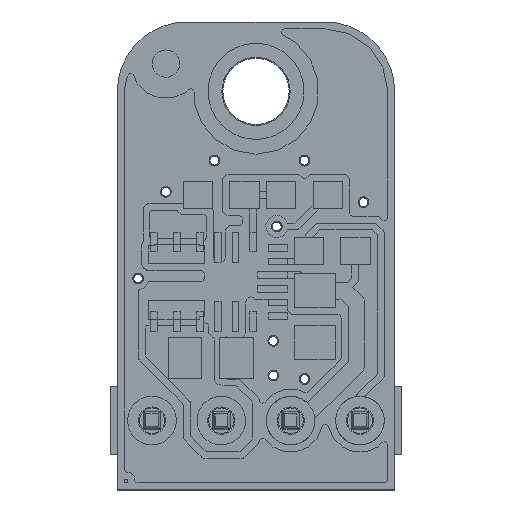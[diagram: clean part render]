
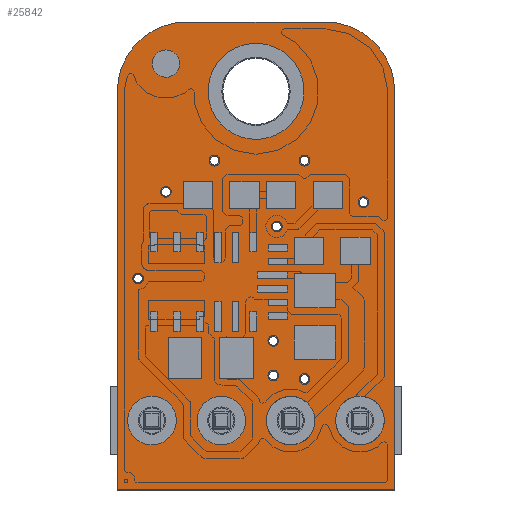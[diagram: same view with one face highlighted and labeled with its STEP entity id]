
A CAD part, top view. The second image highlights one B-rep face of the part: STEP entity #25842.
In plain terms, the highlighted planar face has unit normal (0, 0, 1).
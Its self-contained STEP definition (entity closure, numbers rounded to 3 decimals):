
#455=FACE_BOUND('',#4427,.T.);
#456=FACE_BOUND('',#4428,.T.);
#457=FACE_BOUND('',#4429,.T.);
#458=FACE_BOUND('',#4430,.T.);
#459=FACE_BOUND('',#4431,.T.);
#460=FACE_BOUND('',#4432,.T.);
#461=FACE_BOUND('',#4433,.T.);
#462=FACE_BOUND('',#4434,.T.);
#463=FACE_BOUND('',#4435,.T.);
#464=FACE_BOUND('',#4436,.T.);
#465=FACE_BOUND('',#4437,.T.);
#466=FACE_BOUND('',#4438,.T.);
#467=FACE_BOUND('',#4439,.T.);
#468=FACE_BOUND('',#4440,.T.);
#1548=PLANE('',#27707);
#2913=FACE_OUTER_BOUND('',#4426,.T.);
#4426=EDGE_LOOP('',(#23454,#23455,#23456,#23457,#23458,#23459));
#4427=EDGE_LOOP('',(#23460));
#4428=EDGE_LOOP('',(#23461));
#4429=EDGE_LOOP('',(#23462));
#4430=EDGE_LOOP('',(#23463));
#4431=EDGE_LOOP('',(#23464));
#4432=EDGE_LOOP('',(#23465));
#4433=EDGE_LOOP('',(#23466));
#4434=EDGE_LOOP('',(#23467));
#4435=EDGE_LOOP('',(#23468));
#4436=EDGE_LOOP('',(#23469));
#4437=EDGE_LOOP('',(#23470));
#4438=EDGE_LOOP('',(#23471));
#4439=EDGE_LOOP('',(#23472));
#4440=EDGE_LOOP('',(#23473));
#7439=LINE('',#40921,#10641);
#7443=LINE('',#40933,#10645);
#7446=LINE('',#40939,#10648);
#7449=LINE('',#40943,#10651);
#10641=VECTOR('',#33670,10.);
#10645=VECTOR('',#33682,10.);
#10648=VECTOR('',#33687,10.);
#10651=VECTOR('',#33692,10.);
#11409=CIRCLE('',#27657,1.25);
#11411=CIRCLE('',#27660,0.197);
#11413=CIRCLE('',#27663,0.197);
#11415=CIRCLE('',#27666,0.197);
#11417=CIRCLE('',#27669,0.5);
#11419=CIRCLE('',#27672,0.197);
#11421=CIRCLE('',#27675,0.5);
#11423=CIRCLE('',#27678,0.197);
#11425=CIRCLE('',#27681,0.5);
#11427=CIRCLE('',#27684,0.197);
#11429=CIRCLE('',#27687,0.197);
#11431=CIRCLE('',#27690,0.197);
#11433=CIRCLE('',#27693,0.5);
#11435=CIRCLE('',#27696,0.197);
#11437=CIRCLE('',#27699,2.54);
#11439=CIRCLE('',#27703,2.54);
#13469=VERTEX_POINT('',#40827);
#13471=VERTEX_POINT('',#40833);
#13473=VERTEX_POINT('',#40839);
#13475=VERTEX_POINT('',#40845);
#13477=VERTEX_POINT('',#40851);
#13479=VERTEX_POINT('',#40857);
#13481=VERTEX_POINT('',#40863);
#13483=VERTEX_POINT('',#40869);
#13485=VERTEX_POINT('',#40875);
#13487=VERTEX_POINT('',#40881);
#13489=VERTEX_POINT('',#40887);
#13491=VERTEX_POINT('',#40893);
#13493=VERTEX_POINT('',#40899);
#13495=VERTEX_POINT('',#40905);
#13498=VERTEX_POINT('',#40912);
#13499=VERTEX_POINT('',#40914);
#13501=VERTEX_POINT('',#40920);
#13503=VERTEX_POINT('',#40926);
#13505=VERTEX_POINT('',#40932);
#13507=VERTEX_POINT('',#40938);
#16828=EDGE_CURVE('',#13469,#13469,#11409,.T.);
#16831=EDGE_CURVE('',#13471,#13471,#11411,.T.);
#16834=EDGE_CURVE('',#13473,#13473,#11413,.T.);
#16837=EDGE_CURVE('',#13475,#13475,#11415,.T.);
#16840=EDGE_CURVE('',#13477,#13477,#11417,.T.);
#16843=EDGE_CURVE('',#13479,#13479,#11419,.T.);
#16846=EDGE_CURVE('',#13481,#13481,#11421,.T.);
#16849=EDGE_CURVE('',#13483,#13483,#11423,.T.);
#16852=EDGE_CURVE('',#13485,#13485,#11425,.T.);
#16855=EDGE_CURVE('',#13487,#13487,#11427,.T.);
#16858=EDGE_CURVE('',#13489,#13489,#11429,.T.);
#16861=EDGE_CURVE('',#13491,#13491,#11431,.T.);
#16864=EDGE_CURVE('',#13493,#13493,#11433,.T.);
#16867=EDGE_CURVE('',#13495,#13495,#11435,.T.);
#16870=EDGE_CURVE('',#13499,#13498,#11437,.T.);
#16873=EDGE_CURVE('',#13501,#13499,#7439,.T.);
#16876=EDGE_CURVE('',#13503,#13501,#11439,.T.);
#16879=EDGE_CURVE('',#13505,#13503,#7443,.T.);
#16882=EDGE_CURVE('',#13507,#13505,#7446,.T.);
#16885=EDGE_CURVE('',#13498,#13507,#7449,.T.);
#23454=ORIENTED_EDGE('',*,*,#16885,.T.);
#23455=ORIENTED_EDGE('',*,*,#16882,.T.);
#23456=ORIENTED_EDGE('',*,*,#16879,.T.);
#23457=ORIENTED_EDGE('',*,*,#16876,.T.);
#23458=ORIENTED_EDGE('',*,*,#16873,.T.);
#23459=ORIENTED_EDGE('',*,*,#16870,.T.);
#23460=ORIENTED_EDGE('',*,*,#16828,.T.);
#23461=ORIENTED_EDGE('',*,*,#16831,.T.);
#23462=ORIENTED_EDGE('',*,*,#16834,.T.);
#23463=ORIENTED_EDGE('',*,*,#16837,.T.);
#23464=ORIENTED_EDGE('',*,*,#16840,.T.);
#23465=ORIENTED_EDGE('',*,*,#16843,.T.);
#23466=ORIENTED_EDGE('',*,*,#16846,.T.);
#23467=ORIENTED_EDGE('',*,*,#16849,.T.);
#23468=ORIENTED_EDGE('',*,*,#16852,.T.);
#23469=ORIENTED_EDGE('',*,*,#16855,.T.);
#23470=ORIENTED_EDGE('',*,*,#16858,.T.);
#23471=ORIENTED_EDGE('',*,*,#16861,.T.);
#23472=ORIENTED_EDGE('',*,*,#16864,.T.);
#23473=ORIENTED_EDGE('',*,*,#16867,.T.);
#25842=ADVANCED_FACE('',(#2913,#455,#456,#457,#458,#459,#460,#461,#462,
#463,#464,#465,#466,#467,#468),#1548,.T.);
#27657=AXIS2_PLACEMENT_3D('',#40829,#33566,#33567);
#27660=AXIS2_PLACEMENT_3D('',#40835,#33573,#33574);
#27663=AXIS2_PLACEMENT_3D('',#40841,#33580,#33581);
#27666=AXIS2_PLACEMENT_3D('',#40847,#33587,#33588);
#27669=AXIS2_PLACEMENT_3D('',#40853,#33594,#33595);
#27672=AXIS2_PLACEMENT_3D('',#40859,#33601,#33602);
#27675=AXIS2_PLACEMENT_3D('',#40865,#33608,#33609);
#27678=AXIS2_PLACEMENT_3D('',#40871,#33615,#33616);
#27681=AXIS2_PLACEMENT_3D('',#40877,#33622,#33623);
#27684=AXIS2_PLACEMENT_3D('',#40883,#33629,#33630);
#27687=AXIS2_PLACEMENT_3D('',#40889,#33636,#33637);
#27690=AXIS2_PLACEMENT_3D('',#40895,#33643,#33644);
#27693=AXIS2_PLACEMENT_3D('',#40901,#33650,#33651);
#27696=AXIS2_PLACEMENT_3D('',#40907,#33657,#33658);
#27699=AXIS2_PLACEMENT_3D('',#40915,#33664,#33665);
#27703=AXIS2_PLACEMENT_3D('',#40927,#33676,#33677);
#27707=AXIS2_PLACEMENT_3D('',#40944,#33693,#33694);
#33566=DIRECTION('center_axis',(0.,0.,-1.));
#33567=DIRECTION('ref_axis',(1.,0.,0.));
#33573=DIRECTION('center_axis',(0.,0.,-1.));
#33574=DIRECTION('ref_axis',(1.,0.,0.));
#33580=DIRECTION('center_axis',(0.,0.,-1.));
#33581=DIRECTION('ref_axis',(1.,0.,0.));
#33587=DIRECTION('center_axis',(0.,0.,-1.));
#33588=DIRECTION('ref_axis',(1.,0.,0.));
#33594=DIRECTION('center_axis',(0.,0.,-1.));
#33595=DIRECTION('ref_axis',(1.,0.,0.));
#33601=DIRECTION('center_axis',(0.,0.,-1.));
#33602=DIRECTION('ref_axis',(1.,0.,0.));
#33608=DIRECTION('center_axis',(0.,0.,-1.));
#33609=DIRECTION('ref_axis',(1.,0.,0.));
#33615=DIRECTION('center_axis',(0.,0.,-1.));
#33616=DIRECTION('ref_axis',(1.,0.,0.));
#33622=DIRECTION('center_axis',(0.,0.,-1.));
#33623=DIRECTION('ref_axis',(1.,0.,0.));
#33629=DIRECTION('center_axis',(0.,0.,-1.));
#33630=DIRECTION('ref_axis',(1.,0.,0.));
#33636=DIRECTION('center_axis',(0.,0.,-1.));
#33637=DIRECTION('ref_axis',(1.,0.,0.));
#33643=DIRECTION('center_axis',(0.,0.,-1.));
#33644=DIRECTION('ref_axis',(1.,0.,0.));
#33650=DIRECTION('center_axis',(0.,0.,-1.));
#33651=DIRECTION('ref_axis',(1.,0.,0.));
#33657=DIRECTION('center_axis',(0.,0.,-1.));
#33658=DIRECTION('ref_axis',(1.,0.,0.));
#33664=DIRECTION('center_axis',(0.,0.,1.));
#33665=DIRECTION('ref_axis',(0.,1.,0.));
#33670=DIRECTION('',(-1.,0.,0.));
#33676=DIRECTION('center_axis',(0.,0.,1.));
#33677=DIRECTION('ref_axis',(1.,0.,0.));
#33682=DIRECTION('',(0.,1.,0.));
#33687=DIRECTION('',(1.,0.,0.));
#33692=DIRECTION('',(0.,-1.,0.));
#33693=DIRECTION('center_axis',(0.,0.,1.));
#33694=DIRECTION('ref_axis',(1.,0.,0.));
#40827=CARTESIAN_POINT('',(3.83,14.605,0.053));
#40829=CARTESIAN_POINT('Origin',(5.08,14.605,0.053));
#40833=CARTESIAN_POINT('',(3.359,12.065,0.053));
#40835=CARTESIAN_POINT('Origin',(3.556,12.065,0.053));
#40839=CARTESIAN_POINT('',(6.661,4.064,0.053));
#40841=CARTESIAN_POINT('Origin',(6.858,4.064,0.053));
#40845=CARTESIAN_POINT('',(1.581,10.922,0.053));
#40847=CARTESIAN_POINT('Origin',(1.778,10.922,0.053));
#40851=CARTESIAN_POINT('',(5.85,2.54,0.053));
#40853=CARTESIAN_POINT('Origin',(6.35,2.54,0.053));
#40857=CARTESIAN_POINT('',(5.518,4.191,0.053));
#40859=CARTESIAN_POINT('Origin',(5.715,4.191,0.053));
#40863=CARTESIAN_POINT('',(0.77,2.54,0.053));
#40865=CARTESIAN_POINT('Origin',(1.27,2.54,0.053));
#40869=CARTESIAN_POINT('',(5.518,5.461,0.053));
#40871=CARTESIAN_POINT('Origin',(5.715,5.461,0.053));
#40875=CARTESIAN_POINT('',(8.39,2.54,0.053));
#40877=CARTESIAN_POINT('Origin',(8.89,2.54,0.053));
#40881=CARTESIAN_POINT('',(5.645,9.652,0.053));
#40883=CARTESIAN_POINT('Origin',(5.842,9.652,0.053));
#40887=CARTESIAN_POINT('',(6.661,12.065,0.053));
#40889=CARTESIAN_POINT('Origin',(6.858,12.065,0.053));
#40893=CARTESIAN_POINT('',(0.565,7.747,0.053));
#40895=CARTESIAN_POINT('Origin',(0.762,7.747,0.053));
#40899=CARTESIAN_POINT('',(3.31,2.54,0.053));
#40901=CARTESIAN_POINT('Origin',(3.81,2.54,0.053));
#40905=CARTESIAN_POINT('',(8.82,10.541,0.053));
#40907=CARTESIAN_POINT('Origin',(9.017,10.541,0.053));
#40912=CARTESIAN_POINT('',(0.,14.605,0.053));
#40914=CARTESIAN_POINT('',(2.54,17.145,0.053));
#40915=CARTESIAN_POINT('Origin',(2.54,14.605,0.053));
#40920=CARTESIAN_POINT('',(7.62,17.145,0.053));
#40921=CARTESIAN_POINT('',(7.62,17.145,0.053));
#40926=CARTESIAN_POINT('',(10.16,14.605,0.053));
#40927=CARTESIAN_POINT('Origin',(7.62,14.605,0.053));
#40932=CARTESIAN_POINT('',(10.16,0.,0.053));
#40933=CARTESIAN_POINT('',(10.16,0.,0.053));
#40938=CARTESIAN_POINT('',(0.,0.,0.053));
#40939=CARTESIAN_POINT('',(0.,0.,0.053));
#40943=CARTESIAN_POINT('',(0.,14.605,0.053));
#40944=CARTESIAN_POINT('Origin',(5.08,8.573,0.053));
